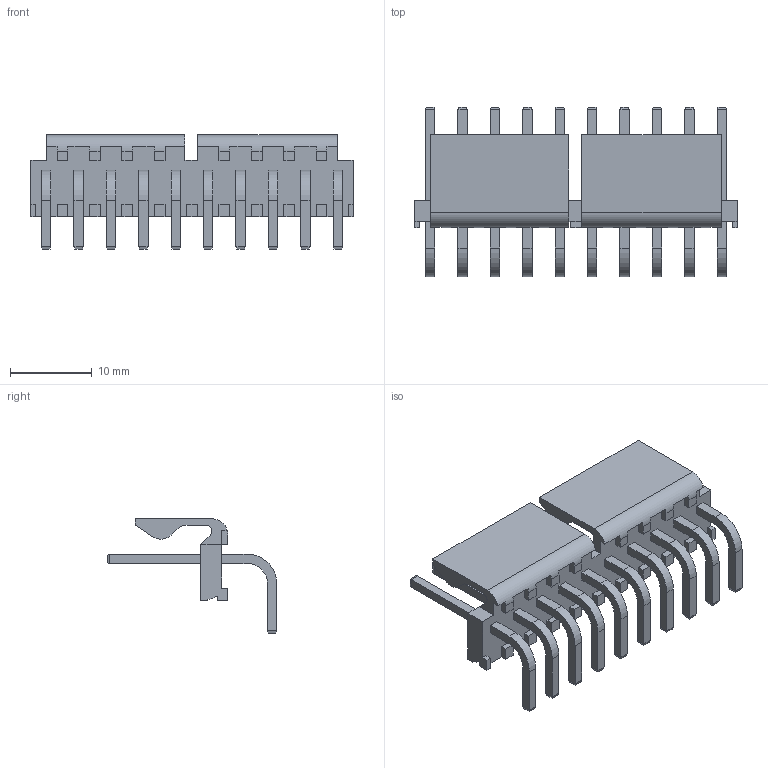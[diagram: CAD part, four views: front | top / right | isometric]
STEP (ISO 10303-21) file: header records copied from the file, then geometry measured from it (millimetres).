
FILE_DESCRIPTION(/* description */ ('model of Molex_KK-396_A-41792-0010_1x10_P3.96mm_Horizontal'),/* implementation_level */ '2;1');
FILE_NAME(/* name */ 'Molex_KK-396_A-41792-0010_1x10_P3.96mm_Horizontal.step',/* time_stamp */ '2022-01-07T13:39:40',/* author */ ('Franck Bourdonnec',''),/* organization */ (''),/* preprocessor_version */ '',/* originating_system */ '',/* authorisation */ '');
FILE_SCHEMA(('AUTOMOTIVE_DESIGN { 1 0 10303 214 1 1 1 1 }'));
Length unit declared in the file: millimetre
Products named in the file (1): Molex_A_41792_0010
Bounding box: 39.45 x 20.71 x 13.98 mm (x, y, z)
Volume: 1647 mm3; surface area: 2963.9 mm2
Topology: 1 solids, 1 shells, 349 faces, 898 edges, 572 vertices
Faces by surface type: plane 319, cylinder 30
Entity records: 24135 total; most frequent: CARTESIAN_POINT 4292, DIRECTION 2979, LINE 2088, VECTOR 2088, ORIENTED_EDGE 1796, PCURVE 1796, DEFINITIONAL_REPRESENTATION 1796, EDGE_CURVE 898
